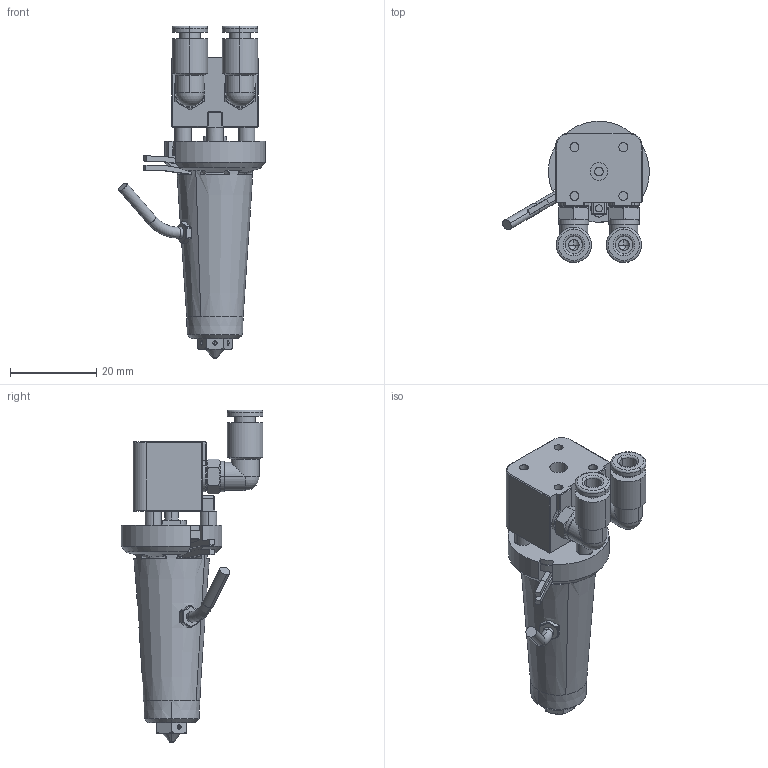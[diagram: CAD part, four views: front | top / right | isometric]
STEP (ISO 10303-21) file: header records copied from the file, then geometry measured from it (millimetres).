
FILE_DESCRIPTION (( 'STEP AP214' ), '1' );
FILE_NAME ('Goliath Mockup Water.STEP', '2023-11-26T14:23:19', ( '' ), ( '' ), 'SwSTEP 2.0', 'SolidWorks 2023', '' );
FILE_SCHEMA (( 'AUTOMOTIVE_DESIGN' ));
Length unit declared in the file: millimetre
Products named in the file (4): Goliath Mockup Water.step; Goliath Mockup Water; 52065K492_Push-to-Connect Tube Fitting for Air and Water_1.step; LSD Water cooled_1.step
Assembly tree (4 placements, depth 3):
  Goliath Mockup Water
    Goliath Mockup Water.step
      LSD Water cooled_1.step
      52065K492_Push-to-Connect Tube Fitting for Air and Water_1.step  x2
Bounding box: 33.99 x 32.79 x 76.9 mm (x, y, z)
Volume: 16516.3 mm3; surface area: 9047.3 mm2
Topology: 7 solids, 9 shells, 551 faces, 1334 edges, 813 vertices
Faces by surface type: cylinder 209, plane 142, cone 108, torus 36, sphere 30, bspline 26
Entity records: 20856 total; most frequent: CARTESIAN_POINT 5789, DIRECTION 2282, ORIENTED_EDGE 2256, EDGE_CURVE 1128, AXIS2_PLACEMENT_3D 934, VERTEX_POINT 692, EDGE_LOOP 508, CIRCLE 484
